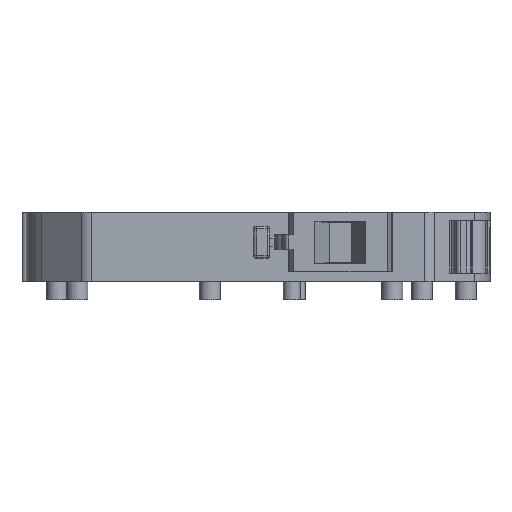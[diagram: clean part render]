
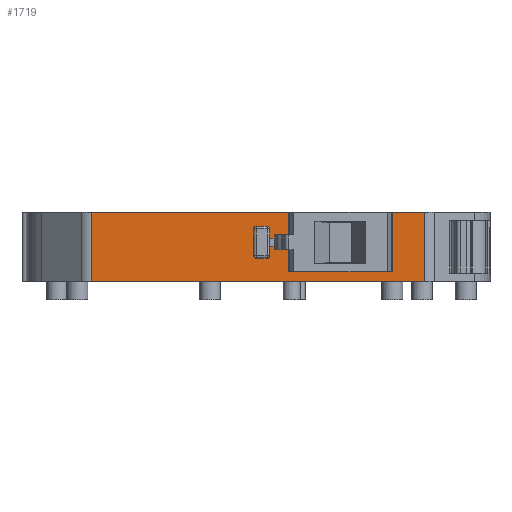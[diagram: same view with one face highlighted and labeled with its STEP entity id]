
A CAD part, front view. The second image highlights one B-rep face of the part: STEP entity #1719.
In plain terms, the highlighted planar face has unit normal (0, -1, 0).
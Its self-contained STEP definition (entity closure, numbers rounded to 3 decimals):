
#43 = CARTESIAN_POINT ( 'NONE',  ( -6.159, 15.081, 3.6 ) ) ;
#103 = ORIENTED_EDGE ( 'NONE', *, *, #3941, .F. ) ;
#248 = FACE_OUTER_BOUND ( 'NONE', #3700, .T. ) ;
#308 = LINE ( 'NONE', #6968, #1061 ) ;
#401 = VECTOR ( 'NONE', #3299, 1000. ) ;
#624 = CARTESIAN_POINT ( 'NONE',  ( -3.846, 15.081, 0.7 ) ) ;
#645 = CARTESIAN_POINT ( 'NONE',  ( -5.559, 15.081, 2.2 ) ) ;
#697 = VERTEX_POINT ( 'NONE', #814 ) ;
#704 = LINE ( 'NONE', #3045, #5334 ) ;
#710 = EDGE_CURVE ( 'NONE', #4903, #3347, #3274, .T. ) ;
#742 = CARTESIAN_POINT ( 'NONE',  ( 6.296, 15.081, 5.15 ) ) ;
#791 = CARTESIAN_POINT ( 'NONE',  ( -5.559, 15.081, 5.15 ) ) ;
#814 = CARTESIAN_POINT ( 'NONE',  ( 6.296, 15.081, 0. ) ) ;
#1061 = VECTOR ( 'NONE', #5918, 1000. ) ;
#1073 = AXIS2_PLACEMENT_3D ( 'NONE', #4851, #2456, #6676 ) ;
#1330 = DIRECTION ( 'NONE',  ( 1., 0., 0. ) ) ;
#1423 = CARTESIAN_POINT ( 'NONE',  ( -18.58, 15.081, 5.15 ) ) ;
#1468 = DIRECTION ( 'NONE',  ( 1., 0., 0. ) ) ;
#1550 = ORIENTED_EDGE ( 'NONE', *, *, #1763, .F. ) ;
#1719 = ADVANCED_FACE ( 'NONE', ( #4579, #248 ), #6074, .F. ) ;
#1763 = EDGE_CURVE ( 'NONE', #2627, #697, #3251, .T. ) ;
#1838 = VERTEX_POINT ( 'NONE', #6807 ) ;
#1923 = VERTEX_POINT ( 'NONE', #624 ) ;
#1933 = CARTESIAN_POINT ( 'NONE',  ( 6.296, 15.081, 0. ) ) ;
#1962 = ORIENTED_EDGE ( 'NONE', *, *, #4728, .F. ) ;
#1983 = VECTOR ( 'NONE', #6249, 1000. ) ;
#2007 = DIRECTION ( 'NONE',  ( 0., 0., 1. ) ) ;
#2033 = CARTESIAN_POINT ( 'NONE',  ( -6.159, 15.081, 5.15 ) ) ;
#2046 = CARTESIAN_POINT ( 'NONE',  ( 6.296, 15.081, 3.6 ) ) ;
#2070 = ORIENTED_EDGE ( 'NONE', *, *, #6614, .F. ) ;
#2124 = EDGE_CURVE ( 'NONE', #1923, #2250, #704, .T. ) ;
#2179 = VECTOR ( 'NONE', #7545, 1000. ) ;
#2250 = VERTEX_POINT ( 'NONE', #5022 ) ;
#2274 = ORIENTED_EDGE ( 'NONE', *, *, #4685, .F. ) ;
#2456 = DIRECTION ( 'NONE',  ( 0., 1., 0. ) ) ;
#2593 = VERTEX_POINT ( 'NONE', #4249 ) ;
#2605 = VECTOR ( 'NONE', #6874, 1000. ) ;
#2627 = VERTEX_POINT ( 'NONE', #4222 ) ;
#2744 = LINE ( 'NONE', #4829, #3793 ) ;
#2837 = LINE ( 'NONE', #7491, #2179 ) ;
#2858 = EDGE_CURVE ( 'NONE', #7195, #2593, #5319, .T. ) ;
#3045 = CARTESIAN_POINT ( 'NONE',  ( 6.296, 15.081, 0.7 ) ) ;
#3109 = DIRECTION ( 'NONE',  ( 0., 0., -1. ) ) ;
#3251 = LINE ( 'NONE', #742, #5044 ) ;
#3266 = VECTOR ( 'NONE', #6762, 1000. ) ;
#3274 = LINE ( 'NONE', #791, #7332 ) ;
#3299 = DIRECTION ( 'NONE',  ( 0., 0., 1. ) ) ;
#3347 = VERTEX_POINT ( 'NONE', #7459 ) ;
#3455 = ORIENTED_EDGE ( 'NONE', *, *, #710, .F. ) ;
#3545 = ORIENTED_EDGE ( 'NONE', *, *, #2124, .F. ) ;
#3574 = LINE ( 'NONE', #4778, #6589 ) ;
#3700 = EDGE_LOOP ( 'NONE', ( #7168, #4674, #2070, #1550, #6864, #5224, #3545, #103 ) ) ;
#3793 = VECTOR ( 'NONE', #4155, 1000. ) ;
#3941 = EDGE_CURVE ( 'NONE', #1838, #1923, #2744, .T. ) ;
#3957 = VECTOR ( 'NONE', #1468, 1000. ) ;
#3975 = LINE ( 'NONE', #2033, #1983 ) ;
#4155 = DIRECTION ( 'NONE',  ( 0., 0., -1. ) ) ;
#4218 = LINE ( 'NONE', #2046, #2605 ) ;
#4222 = CARTESIAN_POINT ( 'NONE',  ( 6.296, 15.081, 5.15 ) ) ;
#4249 = CARTESIAN_POINT ( 'NONE',  ( -18.58, 15.081, 5.15 ) ) ;
#4272 = EDGE_CURVE ( 'NONE', #2593, #1838, #308, .T. ) ;
#4518 = CARTESIAN_POINT ( 'NONE',  ( 3.854, 15.081, 5.15 ) ) ;
#4579 = FACE_BOUND ( 'NONE', #7193, .T. ) ;
#4674 = ORIENTED_EDGE ( 'NONE', *, *, #2858, .F. ) ;
#4685 = EDGE_CURVE ( 'NONE', #5260, #4903, #2837, .T. ) ;
#4728 = EDGE_CURVE ( 'NONE', #6664, #5260, #3975, .T. ) ;
#4778 = CARTESIAN_POINT ( 'NONE',  ( 3.854, 15.081, 5.15 ) ) ;
#4829 = CARTESIAN_POINT ( 'NONE',  ( -3.846, 15.081, 5.15 ) ) ;
#4851 = CARTESIAN_POINT ( 'NONE',  ( 6.296, 15.081, 5.15 ) ) ;
#4903 = VERTEX_POINT ( 'NONE', #645 ) ;
#4977 = LINE ( 'NONE', #5082, #3957 ) ;
#5022 = CARTESIAN_POINT ( 'NONE',  ( 3.854, 15.081, 0.7 ) ) ;
#5044 = VECTOR ( 'NONE', #3109, 1000. ) ;
#5082 = CARTESIAN_POINT ( 'NONE',  ( 10.66, 15.081, 5.15 ) ) ;
#5224 = ORIENTED_EDGE ( 'NONE', *, *, #7589, .F. ) ;
#5260 = VERTEX_POINT ( 'NONE', #6080 ) ;
#5319 = LINE ( 'NONE', #1423, #401 ) ;
#5334 = VECTOR ( 'NONE', #1330, 1000. ) ;
#5390 = VERTEX_POINT ( 'NONE', #4518 ) ;
#5918 = DIRECTION ( 'NONE',  ( 1., 0., 0. ) ) ;
#6059 = CARTESIAN_POINT ( 'NONE',  ( -18.58, 15.081, 0. ) ) ;
#6074 = PLANE ( 'NONE',  #1073 ) ;
#6080 = CARTESIAN_POINT ( 'NONE',  ( -6.159, 15.081, 2.2 ) ) ;
#6096 = LINE ( 'NONE', #1933, #3266 ) ;
#6103 = EDGE_CURVE ( 'NONE', #5390, #2627, #4977, .T. ) ;
#6177 = ORIENTED_EDGE ( 'NONE', *, *, #7790, .F. ) ;
#6249 = DIRECTION ( 'NONE',  ( 0., 0., -1. ) ) ;
#6589 = VECTOR ( 'NONE', #7160, 1000. ) ;
#6614 = EDGE_CURVE ( 'NONE', #697, #7195, #6096, .T. ) ;
#6664 = VERTEX_POINT ( 'NONE', #43 ) ;
#6676 = DIRECTION ( 'NONE',  ( -1., 0., 0. ) ) ;
#6762 = DIRECTION ( 'NONE',  ( -1., 0., 0. ) ) ;
#6807 = CARTESIAN_POINT ( 'NONE',  ( -3.846, 15.081, 5.15 ) ) ;
#6864 = ORIENTED_EDGE ( 'NONE', *, *, #6103, .F. ) ;
#6874 = DIRECTION ( 'NONE',  ( -1., 0., 0. ) ) ;
#6968 = CARTESIAN_POINT ( 'NONE',  ( 10.66, 15.081, 5.15 ) ) ;
#7160 = DIRECTION ( 'NONE',  ( 0., 0., 1. ) ) ;
#7168 = ORIENTED_EDGE ( 'NONE', *, *, #4272, .F. ) ;
#7193 = EDGE_LOOP ( 'NONE', ( #3455, #2274, #1962, #6177 ) ) ;
#7195 = VERTEX_POINT ( 'NONE', #6059 ) ;
#7332 = VECTOR ( 'NONE', #2007, 1000. ) ;
#7459 = CARTESIAN_POINT ( 'NONE',  ( -5.559, 15.081, 3.6 ) ) ;
#7491 = CARTESIAN_POINT ( 'NONE',  ( 6.296, 15.081, 2.2 ) ) ;
#7545 = DIRECTION ( 'NONE',  ( 1., 0., 0. ) ) ;
#7589 = EDGE_CURVE ( 'NONE', #2250, #5390, #3574, .T. ) ;
#7790 = EDGE_CURVE ( 'NONE', #3347, #6664, #4218, .T. ) ;
